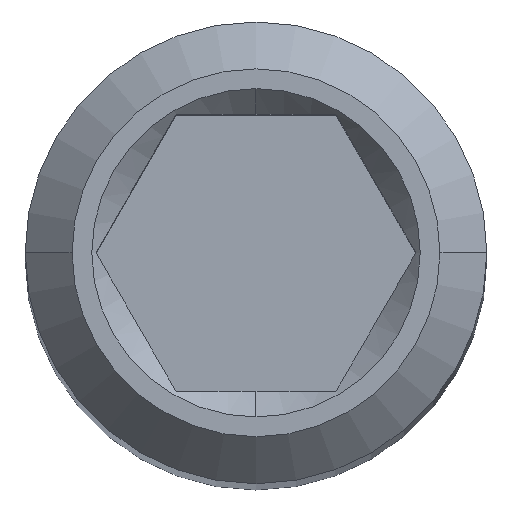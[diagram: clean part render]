
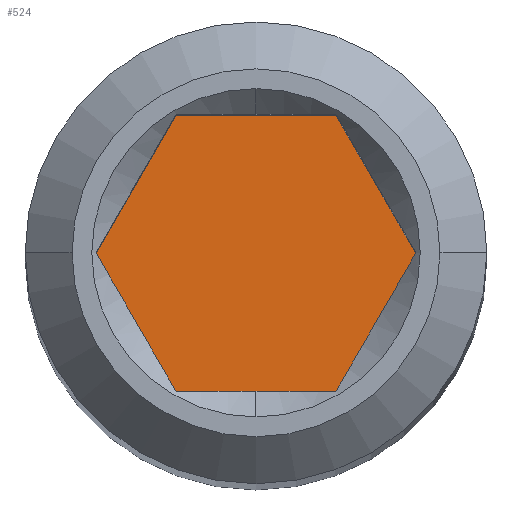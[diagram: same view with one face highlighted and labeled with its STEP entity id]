
A CAD part, top view. The second image highlights one B-rep face of the part: STEP entity #524.
In plain terms, the highlighted planar face has unit normal (0, 0, 1).
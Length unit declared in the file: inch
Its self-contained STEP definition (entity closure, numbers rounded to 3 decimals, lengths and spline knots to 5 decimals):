
#27 = ORIENTED_EDGE ( 'NONE', *, *, #528, .T. ) ;
#31 = ORIENTED_EDGE ( 'NONE', *, *, #557, .T. ) ;
#43 = ORIENTED_EDGE ( 'NONE', *, *, #565, .T. ) ;
#68 = VERTEX_POINT ( 'NONE', #694 ) ;
#69 = VERTEX_POINT ( 'NONE', #693 ) ;
#71 = VERTEX_POINT ( 'NONE', #692 ) ;
#74 = VERTEX_POINT ( 'NONE', #690 ) ;
#77 = VERTEX_POINT ( 'NONE', #687 ) ;
#78 = VERTEX_POINT ( 'NONE', #686 ) ;
#161 = EDGE_LOOP ( 'NONE', ( #168, #165, #167, #27, #43, #31 ) ) ;
#165 = ORIENTED_EDGE ( 'NONE', *, *, #514, .T. ) ;
#167 = ORIENTED_EDGE ( 'NONE', *, *, #497, .T. ) ;
#168 = ORIENTED_EDGE ( 'NONE', *, *, #516, .T. ) ;
#292 = VECTOR ( 'NONE', #750, 39.37008 ) ;
#323 = VECTOR ( 'NONE', #993, 39.37008 ) ;
#329 = VECTOR ( 'NONE', #933, 39.37008 ) ;
#351 = AXIS2_PLACEMENT_3D ( 'NONE', #1048, #1047, #1046 ) ;
#365 = VECTOR ( 'NONE', #1022, 39.37008 ) ;
#424 = VECTOR ( 'NONE', #861, 39.37008 ) ;
#497 = EDGE_CURVE ( 'NONE', #71, #74, #1141, .T. ) ;
#514 = EDGE_CURVE ( 'NONE', #69, #71, #1122, .T. ) ;
#516 = EDGE_CURVE ( 'NONE', #68, #69, #1113, .T. ) ;
#524 = ADVANCED_FACE ( 'NONE', ( #1125 ), #1049, .T. ) ;
#528 = EDGE_CURVE ( 'NONE', #74, #77, #1146, .T. ) ;
#557 = EDGE_CURVE ( 'NONE', #78, #68, #1171, .T. ) ;
#565 = EDGE_CURVE ( 'NONE', #77, #78, #1176, .T. ) ;
#686 = CARTESIAN_POINT ( 'NONE',  ( -1.32268, 1.10075, 0.19477 ) ) ;
#687 = CARTESIAN_POINT ( 'NONE',  ( -1.33973, 1.13027, 0.19477 ) ) ;
#690 = CARTESIAN_POINT ( 'NONE',  ( -1.32268, 1.1598, 0.19477 ) ) ;
#692 = CARTESIAN_POINT ( 'NONE',  ( -1.28858, 1.1598, 0.19477 ) ) ;
#693 = CARTESIAN_POINT ( 'NONE',  ( -1.27153, 1.13027, 0.19477 ) ) ;
#694 = CARTESIAN_POINT ( 'NONE',  ( -1.28858, 1.10075, 0.19477 ) ) ;
#750 = DIRECTION ( 'NONE',  ( -1., 0., 0. ) ) ;
#751 = CARTESIAN_POINT ( 'NONE',  ( -1.28858, 1.1598, 0.19477 ) ) ;
#793 = VECTOR ( 'NONE', #938, 39.37008 ) ;
#861 = DIRECTION ( 'NONE',  ( 1., 0., 0. ) ) ;
#862 = CARTESIAN_POINT ( 'NONE',  ( -1.32268, 1.10075, 0.19477 ) ) ;
#890 = CARTESIAN_POINT ( 'NONE',  ( -1.33973, 1.13027, 0.19477 ) ) ;
#933 = DIRECTION ( 'NONE',  ( 0.5, 0.866, 0. ) ) ;
#935 = CARTESIAN_POINT ( 'NONE',  ( -1.28858, 1.10075, 0.19477 ) ) ;
#938 = DIRECTION ( 'NONE',  ( 0.5, -0.866, 0. ) ) ;
#993 = DIRECTION ( 'NONE',  ( -0.5, 0.866, 0. ) ) ;
#996 = CARTESIAN_POINT ( 'NONE',  ( -1.27153, 1.13027, 0.19477 ) ) ;
#1022 = DIRECTION ( 'NONE',  ( -0.5, -0.866, 0. ) ) ;
#1023 = CARTESIAN_POINT ( 'NONE',  ( -1.32268, 1.1598, 0.19477 ) ) ;
#1046 = DIRECTION ( 'NONE',  ( 1., 0., 0. ) ) ;
#1047 = DIRECTION ( 'NONE',  ( 0., 0., 1. ) ) ;
#1048 = CARTESIAN_POINT ( 'NONE',  ( -1.27153, 1.13027, 0.19477 ) ) ;
#1049 = PLANE ( 'NONE',  #351 ) ;
#1113 = LINE ( 'NONE', #935, #329 ) ;
#1122 = LINE ( 'NONE', #996, #323 ) ;
#1125 = FACE_OUTER_BOUND ( 'NONE', #161, .T. ) ;
#1141 = LINE ( 'NONE', #751, #292 ) ;
#1146 = LINE ( 'NONE', #1023, #365 ) ;
#1171 = LINE ( 'NONE', #862, #424 ) ;
#1176 = LINE ( 'NONE', #890, #793 ) ;
